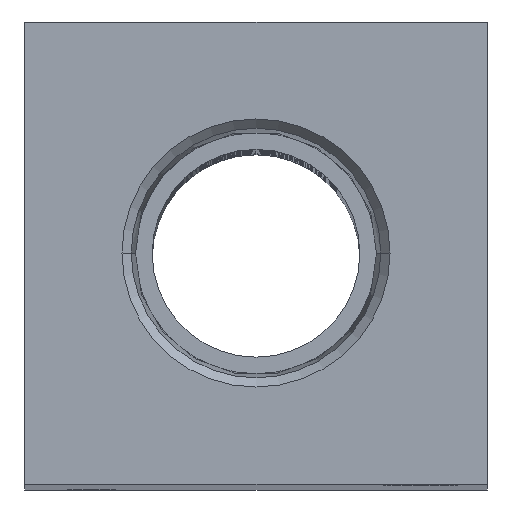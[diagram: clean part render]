
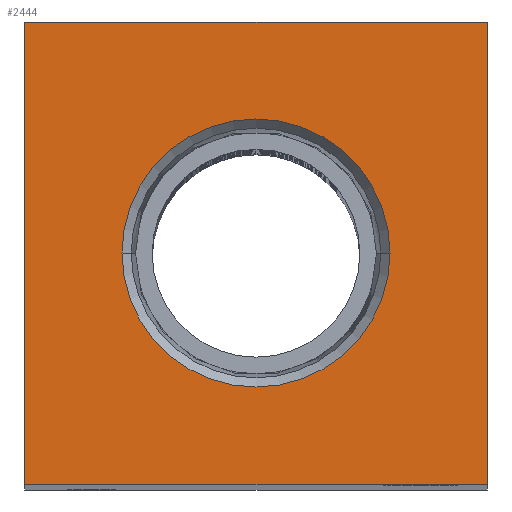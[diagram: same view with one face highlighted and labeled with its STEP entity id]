
A CAD part, top view. The second image highlights one B-rep face of the part: STEP entity #2444.
In plain terms, the highlighted planar face has unit normal (0, 0, 1).
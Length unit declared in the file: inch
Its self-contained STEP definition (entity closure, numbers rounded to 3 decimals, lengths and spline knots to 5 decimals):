
#71 = VERTEX_POINT ( 'NONE', #407 ) ;
#284 = DIRECTION ( 'NONE',  ( 0., 0., 1. ) ) ;
#330 = EDGE_CURVE ( 'NONE', #2742, #1269, #1702, .T. ) ;
#366 = CIRCLE ( 'NONE', #500, 0.3626 ) ;
#400 = DIRECTION ( 'NONE',  ( -1., 0., 0. ) ) ;
#407 = CARTESIAN_POINT ( 'NONE',  ( -0.625, 0.625, 4.625 ) ) ;
#408 = CARTESIAN_POINT ( 'NONE',  ( 0.625, 0.625, 4.625 ) ) ;
#500 = AXIS2_PLACEMENT_3D ( 'NONE', #2229, #728, #2471 ) ;
#505 = VERTEX_POINT ( 'NONE', #2118 ) ;
#517 = CARTESIAN_POINT ( 'NONE',  ( -0.3626, 0., 4.625 ) ) ;
#546 = ORIENTED_EDGE ( 'NONE', *, *, #2999, .T. ) ;
#641 = EDGE_CURVE ( 'NONE', #2823, #2017, #985, .T. ) ;
#649 = FACE_OUTER_BOUND ( 'NONE', #989, .T. ) ;
#728 = DIRECTION ( 'NONE',  ( 0., 0., 1. ) ) ;
#804 = EDGE_CURVE ( 'NONE', #505, #2823, #3122, .T. ) ;
#874 = ORIENTED_EDGE ( 'NONE', *, *, #641, .T. ) ;
#887 = ORIENTED_EDGE ( 'NONE', *, *, #2862, .F. ) ;
#985 = LINE ( 'NONE', #1787, #2857 ) ;
#989 = EDGE_LOOP ( 'NONE', ( #546, #1518, #874, #1188 ) ) ;
#996 = EDGE_CURVE ( 'NONE', #2017, #71, #2602, .T. ) ;
#1039 = CARTESIAN_POINT ( 'NONE',  ( 0., 0., 4.625 ) ) ;
#1072 = CARTESIAN_POINT ( 'NONE',  ( 0.625, -0.625, 4.625 ) ) ;
#1080 = DIRECTION ( 'NONE',  ( 1., 0., 0. ) ) ;
#1188 = ORIENTED_EDGE ( 'NONE', *, *, #996, .T. ) ;
#1199 = DIRECTION ( 'NONE',  ( 0., 0., 1. ) ) ;
#1217 = CARTESIAN_POINT ( 'NONE',  ( 0.625, -0.625, 4.625 ) ) ;
#1269 = VERTEX_POINT ( 'NONE', #517 ) ;
#1395 = LINE ( 'NONE', #2532, #2628 ) ;
#1410 = EDGE_LOOP ( 'NONE', ( #2775, #887 ) ) ;
#1518 = ORIENTED_EDGE ( 'NONE', *, *, #804, .T. ) ;
#1552 = DIRECTION ( 'NONE',  ( 0., -1., 0. ) ) ;
#1702 = CIRCLE ( 'NONE', #2356, 0.3626 ) ;
#1716 = DIRECTION ( 'NONE',  ( 0., 1., 0. ) ) ;
#1777 = CARTESIAN_POINT ( 'NONE',  ( 0., 0., 4.625 ) ) ;
#1787 = CARTESIAN_POINT ( 'NONE',  ( 0.625, -0.625, 4.625 ) ) ;
#1810 = PLANE ( 'NONE',  #2145 ) ;
#1849 = VECTOR ( 'NONE', #1080, 39.37008 ) ;
#1939 = CARTESIAN_POINT ( 'NONE',  ( 0.3626, 0., 4.625 ) ) ;
#2017 = VERTEX_POINT ( 'NONE', #2676 ) ;
#2046 = VECTOR ( 'NONE', #400, 39.37008 ) ;
#2057 = DIRECTION ( 'NONE',  ( 1., 0., 0. ) ) ;
#2118 = CARTESIAN_POINT ( 'NONE',  ( -0.625, -0.625, 4.625 ) ) ;
#2145 = AXIS2_PLACEMENT_3D ( 'NONE', #1039, #284, #2057 ) ;
#2229 = CARTESIAN_POINT ( 'NONE',  ( 0., 0., 4.625 ) ) ;
#2356 = AXIS2_PLACEMENT_3D ( 'NONE', #1777, #1199, #3027 ) ;
#2444 = ADVANCED_FACE ( 'NONE', ( #3177, #649 ), #1810, .T. ) ;
#2471 = DIRECTION ( 'NONE',  ( 1., 0., 0. ) ) ;
#2532 = CARTESIAN_POINT ( 'NONE',  ( -0.625, -0.625, 4.625 ) ) ;
#2602 = LINE ( 'NONE', #408, #2046 ) ;
#2628 = VECTOR ( 'NONE', #1552, 39.37008 ) ;
#2676 = CARTESIAN_POINT ( 'NONE',  ( 0.625, 0.625, 4.625 ) ) ;
#2742 = VERTEX_POINT ( 'NONE', #1939 ) ;
#2775 = ORIENTED_EDGE ( 'NONE', *, *, #330, .F. ) ;
#2823 = VERTEX_POINT ( 'NONE', #1217 ) ;
#2857 = VECTOR ( 'NONE', #1716, 39.37008 ) ;
#2862 = EDGE_CURVE ( 'NONE', #1269, #2742, #366, .T. ) ;
#2999 = EDGE_CURVE ( 'NONE', #71, #505, #1395, .T. ) ;
#3027 = DIRECTION ( 'NONE',  ( 1., 0., 0. ) ) ;
#3122 = LINE ( 'NONE', #1072, #1849 ) ;
#3177 = FACE_BOUND ( 'NONE', #1410, .T. ) ;
